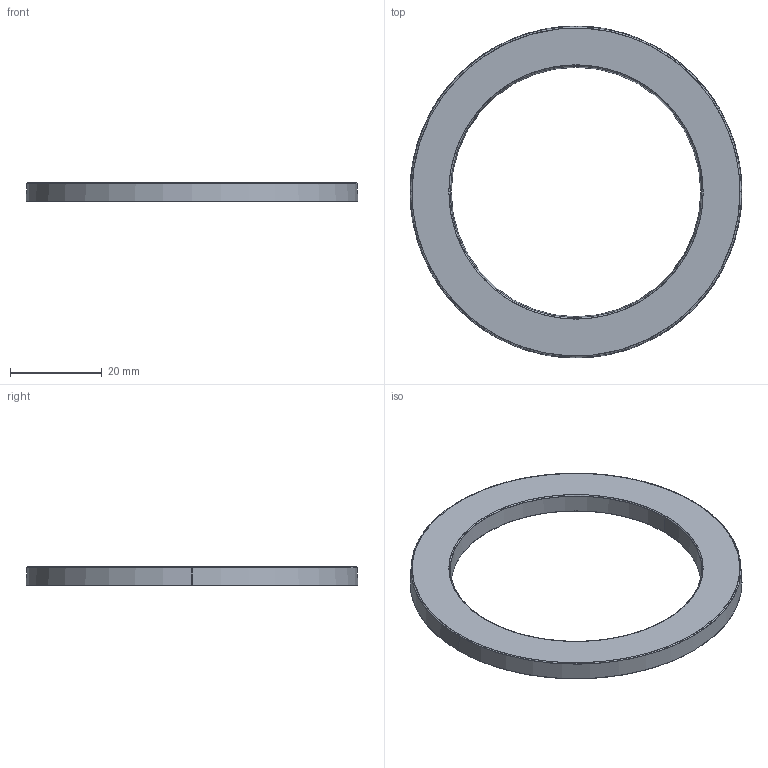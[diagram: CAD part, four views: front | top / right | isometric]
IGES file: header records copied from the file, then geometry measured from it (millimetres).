
Start section: SolidWorks IGES file using analytic representation for surfaces
Global section: file name: 05 01 5335 134.IGS; native system: SolidWorks 2014; preprocessor: SolidWorks 2014; author: utilizadort; date: 141112.151949; units: millimetre
Bounding box: 72.42 x 72.42 x 4 mm (x, y, z)
Surface area: 5047.8 mm2 (no closed solid volume)
Topology: 0 solids, 0 shells, 10 faces, 288 edges, 288 vertices
Faces by surface type: bspline 6, revolution 4
